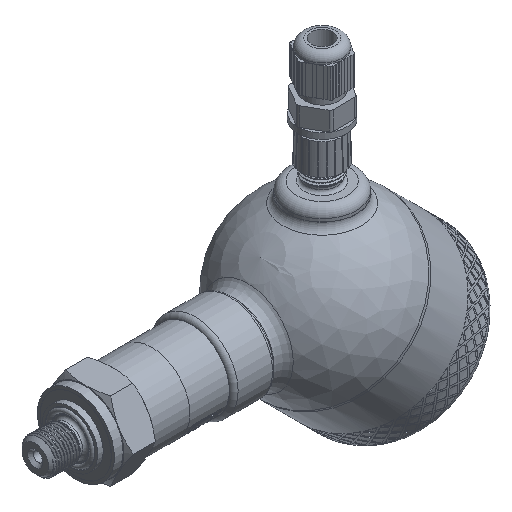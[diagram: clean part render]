
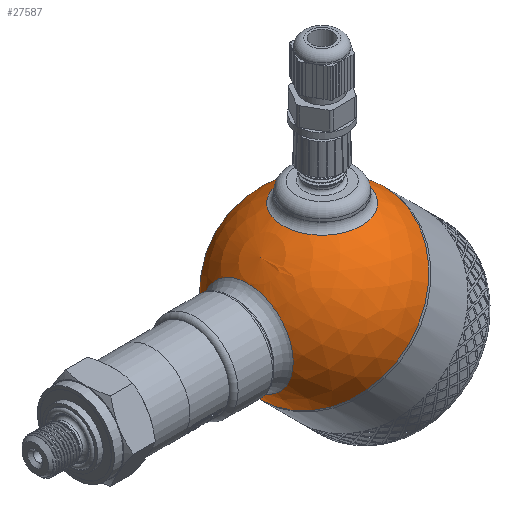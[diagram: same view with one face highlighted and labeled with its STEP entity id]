
A CAD part, isometric view. The second image highlights one B-rep face of the part: STEP entity #27587.
In plain terms, the highlighted spherical face has radius 30 mm.
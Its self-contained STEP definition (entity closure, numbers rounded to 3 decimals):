
#65=SPHERICAL_SURFACE('',#29290,30.);
#1128=FACE_BOUND('',#4159,.T.);
#1129=FACE_BOUND('',#4160,.T.);
#2398=FACE_OUTER_BOUND('',#4158,.T.);
#4158=EDGE_LOOP('',(#20262,#20263,#20264,#20265));
#4159=EDGE_LOOP('',(#20266));
#4160=EDGE_LOOP('',(#20267));
#5826=CIRCLE('',#29213,30.);
#5827=CIRCLE('',#29214,30.);
#5854=CIRCLE('',#29286,13.5);
#5857=CIRCLE('',#29291,30.);
#5858=CIRCLE('',#29292,15.643);
#11288=VERTEX_POINT('',#37531);
#11289=VERTEX_POINT('',#37533);
#11764=VERTEX_POINT('',#43595);
#11766=VERTEX_POINT('',#43602);
#11767=VERTEX_POINT('',#43604);
#14251=EDGE_CURVE('',#11288,#11289,#5826,.T.);
#14252=EDGE_CURVE('',#11289,#11288,#5827,.T.);
#14967=EDGE_CURVE('',#11764,#11764,#5854,.T.);
#14970=EDGE_CURVE('',#11289,#11766,#5857,.T.);
#14971=EDGE_CURVE('',#11767,#11767,#5858,.T.);
#20262=ORIENTED_EDGE('',*,*,#14252,.F.);
#20263=ORIENTED_EDGE('',*,*,#14970,.T.);
#20264=ORIENTED_EDGE('',*,*,#14970,.F.);
#20265=ORIENTED_EDGE('',*,*,#14251,.F.);
#20266=ORIENTED_EDGE('',*,*,#14971,.F.);
#20267=ORIENTED_EDGE('',*,*,#14967,.F.);
#27587=ADVANCED_FACE('',(#2398,#1128,#1129),#65,.T.);
#29213=AXIS2_PLACEMENT_3D('',#37534,#30809,#30810);
#29214=AXIS2_PLACEMENT_3D('',#37535,#30811,#30812);
#29286=AXIS2_PLACEMENT_3D('',#43596,#31207,#31208);
#29290=AXIS2_PLACEMENT_3D('',#43601,#31215,#31216);
#29291=AXIS2_PLACEMENT_3D('',#43603,#31217,#31218);
#29292=AXIS2_PLACEMENT_3D('',#43605,#31219,#31220);
#30809=DIRECTION('center_axis',(1.,0.,0.));
#30810=DIRECTION('ref_axis',(0.,1.,0.));
#30811=DIRECTION('center_axis',(1.,0.,0.));
#30812=DIRECTION('ref_axis',(0.,1.,0.));
#31207=DIRECTION('center_axis',(-0.707,0.,-0.707));
#31208=DIRECTION('ref_axis',(-0.707,0.,0.707));
#31215=DIRECTION('center_axis',(1.,0.,0.));
#31216=DIRECTION('ref_axis',(0.,-1.,0.));
#31217=DIRECTION('center_axis',(0.,0.,1.));
#31218=DIRECTION('ref_axis',(0.,1.,0.));
#31219=DIRECTION('center_axis',(-0.707,0.,0.707));
#31220=DIRECTION('ref_axis',(0.707,0.,0.707));
#37531=CARTESIAN_POINT('',(0.,-30.,0.));
#37533=CARTESIAN_POINT('',(0.,30.,0.));
#37534=CARTESIAN_POINT('Origin',(0.,0.,0.));
#37535=CARTESIAN_POINT('Origin',(0.,0.,0.));
#43595=CARTESIAN_POINT('',(-9.398,0.,-28.49));
#43596=CARTESIAN_POINT('Origin',(-18.944,0.,-18.944));
#43601=CARTESIAN_POINT('Origin',(0.,0.,0.));
#43602=CARTESIAN_POINT('',(-30.,0.,0.));
#43603=CARTESIAN_POINT('Origin',(0.,0.,0.));
#43604=CARTESIAN_POINT('',(-29.162,0.,7.04));
#43605=CARTESIAN_POINT('Origin',(-18.101,0.,18.101));
